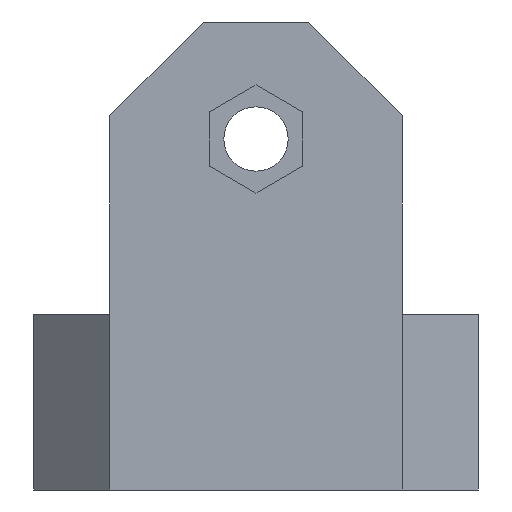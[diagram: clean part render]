
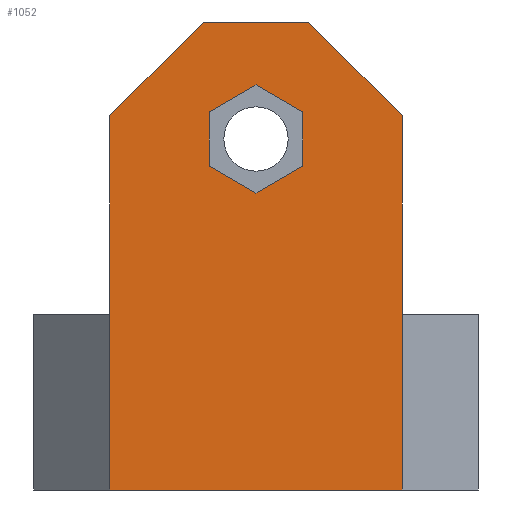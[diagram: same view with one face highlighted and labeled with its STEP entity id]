
A CAD part, left-side view. The second image highlights one B-rep face of the part: STEP entity #1052.
In plain terms, the highlighted planar face has unit normal (-1, 0, 0).
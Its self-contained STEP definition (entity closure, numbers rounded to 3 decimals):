
#28=FACE_BOUND('',#162,.T.);
#98=FACE_OUTER_BOUND('',#161,.T.);
#161=EDGE_LOOP('',(#933,#934,#935,#936,#937,#938,#939,#940));
#162=EDGE_LOOP('',(#941,#942,#943,#944,#945,#946));
#176=LINE('',#1442,#306);
#183=LINE('',#1455,#313);
#189=LINE('',#1470,#319);
#191=LINE('',#1474,#321);
#210=LINE('',#1512,#340);
#226=LINE('',#1541,#356);
#266=LINE('',#1634,#396);
#269=LINE('',#1641,#399);
#273=LINE('',#1649,#403);
#276=LINE('',#1655,#406);
#279=LINE('',#1661,#409);
#282=LINE('',#1667,#412);
#285=LINE('',#1672,#415);
#291=LINE('',#1697,#421);
#306=VECTOR('',#1162,10.);
#313=VECTOR('',#1171,10.);
#319=VECTOR('',#1183,10.);
#321=VECTOR('',#1187,10.);
#340=VECTOR('',#1218,10.);
#356=VECTOR('',#1246,10.);
#396=VECTOR('',#1338,10.);
#399=VECTOR('',#1343,10.);
#403=VECTOR('',#1349,10.);
#406=VECTOR('',#1354,10.);
#409=VECTOR('',#1359,10.);
#412=VECTOR('',#1364,10.);
#415=VECTOR('',#1369,10.);
#421=VECTOR('',#1401,10.);
#435=VERTEX_POINT('',#1440);
#436=VERTEX_POINT('',#1441);
#441=VERTEX_POINT('',#1453);
#446=VERTEX_POINT('',#1467);
#447=VERTEX_POINT('',#1469);
#448=VERTEX_POINT('',#1473);
#460=VERTEX_POINT('',#1509);
#468=VERTEX_POINT('',#1538);
#497=VERTEX_POINT('',#1639);
#498=VERTEX_POINT('',#1640);
#501=VERTEX_POINT('',#1648);
#503=VERTEX_POINT('',#1654);
#505=VERTEX_POINT('',#1660);
#507=VERTEX_POINT('',#1666);
#529=EDGE_CURVE('',#435,#436,#176,.T.);
#536=EDGE_CURVE('',#441,#435,#183,.T.);
#543=EDGE_CURVE('',#446,#447,#189,.T.);
#545=EDGE_CURVE('',#448,#447,#191,.T.);
#564=EDGE_CURVE('',#460,#441,#210,.T.);
#580=EDGE_CURVE('',#468,#448,#226,.T.);
#626=EDGE_CURVE('',#468,#460,#266,.T.);
#629=EDGE_CURVE('',#497,#498,#269,.T.);
#633=EDGE_CURVE('',#501,#497,#273,.T.);
#636=EDGE_CURVE('',#503,#501,#276,.T.);
#639=EDGE_CURVE('',#505,#503,#279,.T.);
#642=EDGE_CURVE('',#507,#505,#282,.T.);
#645=EDGE_CURVE('',#498,#507,#285,.T.);
#657=EDGE_CURVE('',#436,#446,#291,.T.);
#933=ORIENTED_EDGE('',*,*,#529,.F.);
#934=ORIENTED_EDGE('',*,*,#536,.F.);
#935=ORIENTED_EDGE('',*,*,#564,.F.);
#936=ORIENTED_EDGE('',*,*,#626,.F.);
#937=ORIENTED_EDGE('',*,*,#580,.T.);
#938=ORIENTED_EDGE('',*,*,#545,.T.);
#939=ORIENTED_EDGE('',*,*,#543,.F.);
#940=ORIENTED_EDGE('',*,*,#657,.F.);
#941=ORIENTED_EDGE('',*,*,#629,.T.);
#942=ORIENTED_EDGE('',*,*,#645,.T.);
#943=ORIENTED_EDGE('',*,*,#642,.T.);
#944=ORIENTED_EDGE('',*,*,#639,.T.);
#945=ORIENTED_EDGE('',*,*,#636,.T.);
#946=ORIENTED_EDGE('',*,*,#633,.T.);
#996=PLANE('',#1136);
#1052=ADVANCED_FACE('',(#98,#28),#996,.T.);
#1136=AXIS2_PLACEMENT_3D('',#1701,#1407,#1408);
#1162=DIRECTION('',(0.,-0.707,0.707));
#1171=DIRECTION('',(0.,0.,1.));
#1183=DIRECTION('',(0.,-0.707,-0.707));
#1187=DIRECTION('',(0.,0.,1.));
#1218=DIRECTION('',(0.,0.,1.));
#1246=DIRECTION('',(0.,0.,1.));
#1338=DIRECTION('',(0.,1.,0.));
#1343=DIRECTION('',(0.,-0.866,-0.5));
#1349=DIRECTION('',(0.,-0.866,0.5));
#1354=DIRECTION('',(0.,0.,1.));
#1359=DIRECTION('',(0.,0.866,0.5));
#1364=DIRECTION('',(0.,0.866,-0.5));
#1369=DIRECTION('',(0.,0.,-1.));
#1401=DIRECTION('',(0.,-1.,0.));
#1407=DIRECTION('center_axis',(-1.,0.,0.));
#1408=DIRECTION('ref_axis',(0.,-1.,0.));
#1440=CARTESIAN_POINT('',(-12.5,12.5,32.));
#1441=CARTESIAN_POINT('',(-12.5,4.5,40.));
#1442=CARTESIAN_POINT('',(-12.5,18.5,26.));
#1453=CARTESIAN_POINT('',(-12.5,12.5,15.));
#1455=CARTESIAN_POINT('',(-12.5,12.5,0.));
#1467=CARTESIAN_POINT('',(-12.5,-4.5,40.));
#1469=CARTESIAN_POINT('',(-12.5,-12.5,32.));
#1470=CARTESIAN_POINT('',(-12.5,-12.25,32.25));
#1473=CARTESIAN_POINT('',(-12.5,-12.5,15.));
#1474=CARTESIAN_POINT('',(-12.5,-12.5,0.));
#1509=CARTESIAN_POINT('',(-12.5,12.5,0.));
#1512=CARTESIAN_POINT('',(-12.5,12.5,0.));
#1538=CARTESIAN_POINT('',(-12.5,-12.5,0.));
#1541=CARTESIAN_POINT('',(-12.5,-12.5,0.));
#1634=CARTESIAN_POINT('',(-12.5,-12.5,0.));
#1639=CARTESIAN_POINT('',(-12.5,0.,34.619));
#1640=CARTESIAN_POINT('',(-12.5,-4.,32.309));
#1641=CARTESIAN_POINT('',(-12.5,-2.808,32.998));
#1648=CARTESIAN_POINT('',(-12.5,4.,32.309));
#1649=CARTESIAN_POINT('',(-12.5,14.183,26.43));
#1654=CARTESIAN_POINT('',(-12.5,4.,27.691));
#1655=CARTESIAN_POINT('',(-12.5,4.,13.845));
#1660=CARTESIAN_POINT('',(-12.5,0.,25.381));
#1661=CARTESIAN_POINT('',(-12.5,-0.808,24.915));
#1666=CARTESIAN_POINT('',(-12.5,-4.,27.691));
#1667=CARTESIAN_POINT('',(-12.5,8.183,20.657));
#1672=CARTESIAN_POINT('',(-12.5,-4.,16.155));
#1697=CARTESIAN_POINT('',(-12.5,-12.5,40.));
#1701=CARTESIAN_POINT('Origin',(-12.5,12.5,0.));
